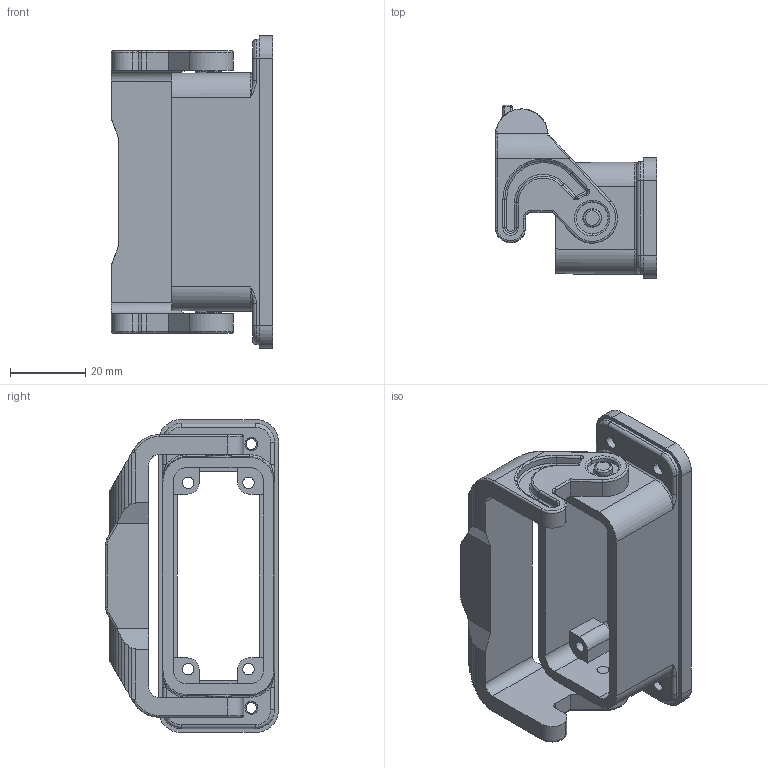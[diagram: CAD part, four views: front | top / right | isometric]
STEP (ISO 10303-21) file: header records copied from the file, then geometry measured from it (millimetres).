
FILE_DESCRIPTION(('Creo Elements/Direct Modeling STEP Export'),'2;1');
FILE_NAME('0lndqdl3u178l6f3936','2015-12-02T14:34:41',(''),(''),'PTC Creo Elements/Direct Modeling STEP processor for AP214 (Solid Model)','PTC Creo Elements/Direct Modeling 19.0B 21-Mar-2015 (C) Parametric Technology GmbH','');
FILE_SCHEMA(('AUTOMOTIVE_DESIGN { 1 0 10303 214 1 1 1 1 }'));
Length unit declared in the file: millimetre
Products named in the file (3): CZI_15; LEVA_JP15; JPI_15_L
Assembly tree (2 placements, depth 2):
  JPI_15_L
    LEVA_JP15
    CZI_15
Bounding box: 42.8 x 46 x 83 mm (x, y, z)
Volume: 31630.3 mm3; surface area: 20090 mm2
Topology: 2 solids, 2 shells, 441 faces, 1165 edges, 740 vertices
Faces by surface type: cylinder 213, plane 162, torus 44, bspline 14, sphere 4, cone 4
Entity records: 23984 total; most frequent: CARTESIAN_POINT 9797, ORIENTED_EDGE 2314, DIRECTION 2181, EDGE_CURVE 1157, AXIS2_PLACEMENT_3D 809, VERTEX_POINT 740, VECTOR 563, LINE 563
